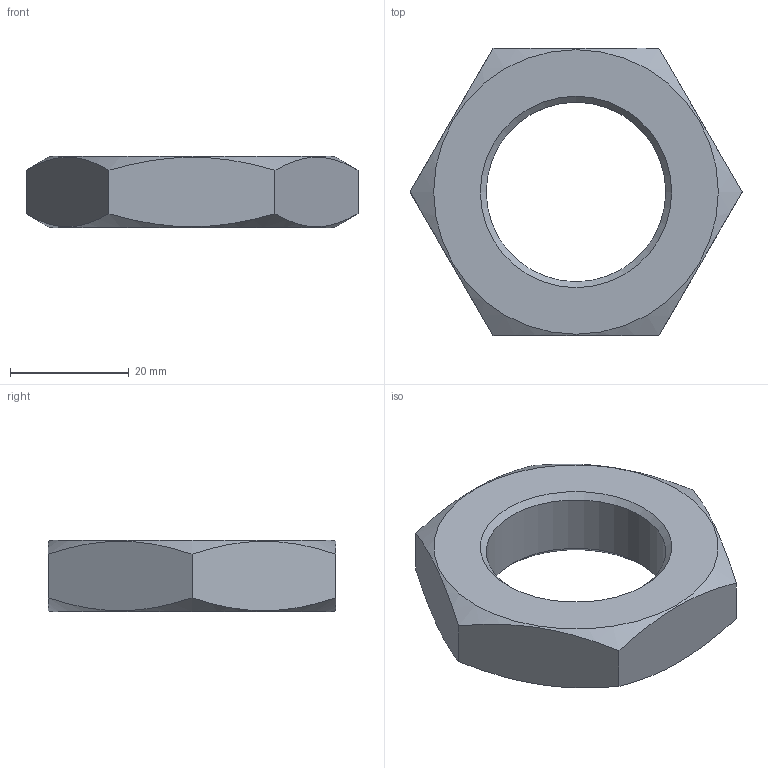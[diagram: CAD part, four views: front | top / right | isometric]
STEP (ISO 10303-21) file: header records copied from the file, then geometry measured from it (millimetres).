
FILE_DESCRIPTION(/* description */ (''),/* implementation_level */ '2;1');
FILE_NAME(/* name */ '#74SS_1.stp',/* time_stamp */ '2018-05-02T14:54:04+10:00',/* author */ ('daud'),/* organization */ (''),/* preprocessor_version */ 'ST-DEVELOPER v16.13',/* originating_system */ 'Autodesk Inventor 2018',/* authorisation */ '');
FILE_SCHEMA (('AUTOMOTIVE_DESIGN { 1 0 10303 214 3 1 1 }'));
Length unit declared in the file: millimetre
Products named in the file (1): #391
Bounding box: 56 x 48.5 x 12 mm (x, y, z)
Volume: 15390.3 mm3; surface area: 5454 mm2
Topology: 1 solids, 1 shells, 13 faces, 30 edges, 19 vertices
Faces by surface type: plane 8, cone 4, cylinder 1
Full cylindrical faces by diameter (mm): 30.291 x1
Entity records: 383 total; most frequent: CARTESIAN_POINT 80, ORIENTED_EDGE 48, DIRECTION 46, EDGE_CURVE 24, EDGE_LOOP 20, AXIS2_PLACEMENT_3D 20, VERTEX_POINT 18, STYLED_ITEM 14
